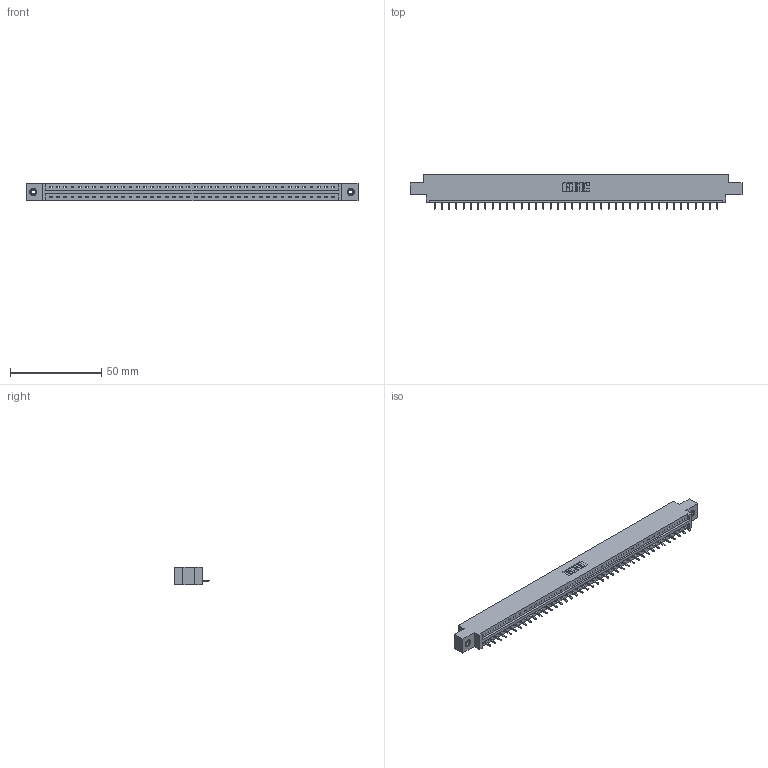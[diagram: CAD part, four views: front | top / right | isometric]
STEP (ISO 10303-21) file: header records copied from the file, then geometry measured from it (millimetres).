
FILE_DESCRIPTION (( 'STEP AP203' ), '1' );
FILE_NAME ('387-040-521-608.STEP', '2018-09-19T09:53:49', ( '' ), ( '' ), 'SwSTEP 2.0', 'SolidWorks 2016', '' );
FILE_SCHEMA (( 'CONFIG_CONTROL_DESIGN' ));
Length unit declared in the file: inch
Products named in the file (4): 337 Part_0.170 Offset - 0.156 Dia-TI; 345-292-001_345-293-121; 345-250-001_345-250-003-102; 387-040-521-608
Assembly tree (43 placements, depth 2):
  387-040-521-608
    337 Part_0.170 Offset - 0.156 Dia-TI
    345-292-001_345-293-121  x40
    345-250-001_345-250-003-102  x2
Bounding box: 181.51 x 19.06 x 9.4 mm (x, y, z)
Volume: 18601.9 mm3; surface area: 18854.9 mm2
Topology: 43 solids, 43 shells, 2658 faces, 7979 edges, 5258 vertices
Faces by surface type: plane 1946, cylinder 696, cone 12, torus 4
Entity records: 31328 total; most frequent: CARTESIAN_POINT 5437, ORIENTED_EDGE 5406, DIRECTION 4613, EDGE_CURVE 2703, LINE 2555, VECTOR 2555, VERTEX_POINT 1796, AXIS2_PLACEMENT_3D 1029
